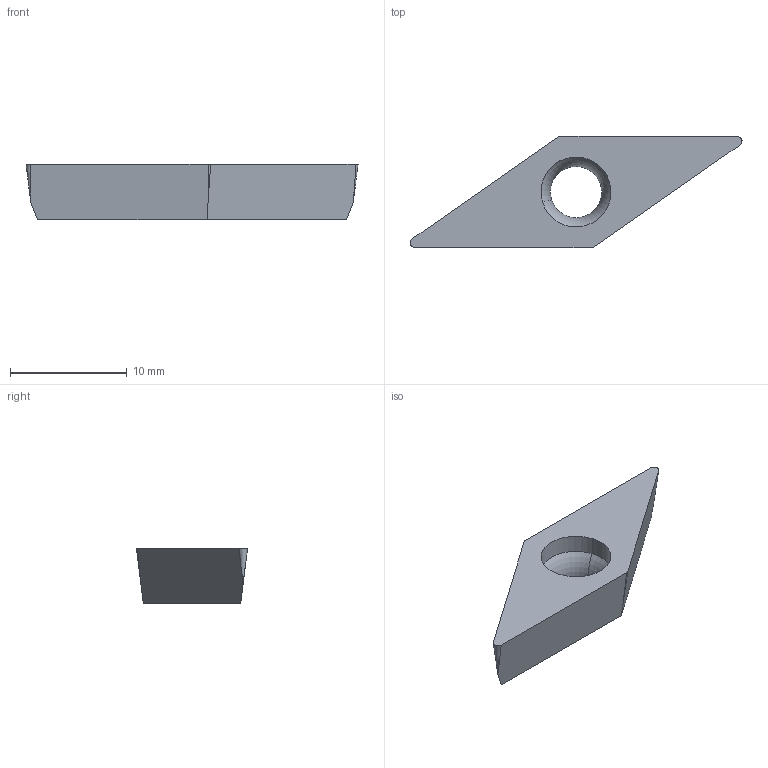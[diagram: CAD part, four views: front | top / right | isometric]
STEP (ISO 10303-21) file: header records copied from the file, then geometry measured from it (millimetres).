
FILE_DESCRIPTION(/* description */ (''),/* implementation_level */ '2;1');
FILE_NAME(/* name */ 'VC160404N.stp',/* time_stamp */ '2021-11-11T16:06:28+09:00',/* author */ (''),/* organization */ (''),/* preprocessor_version */ 'ST-DEVELOPER v16',/* originating_system */ 'SIEMENS PLM Software NX 10.0',/* authorisation */ '');
FILE_SCHEMA (('AUTOMOTIVE_DESIGN { 1 0 10303 214 3 1 1 1 }'));
Length unit declared in the file: millimetre
Products named in the file (1): VC160404L
Bounding box: 28.47 x 9.53 x 4.76 mm (x, y, z)
Volume: 562.7 mm3; surface area: 610.2 mm2
Topology: 1 solids, 1 shells, 16 faces, 54 edges, 48 vertices
Faces by surface type: plane 6, cone 4, cylinder 4, torus 2
Entity records: 652 total; most frequent: DIRECTION 112, CARTESIAN_POINT 98, ORIENTED_EDGE 80, AXIS2_PLACEMENT_3D 42, EDGE_CURVE 40, LINE 28, VECTOR 28, VERTEX_POINT 26
